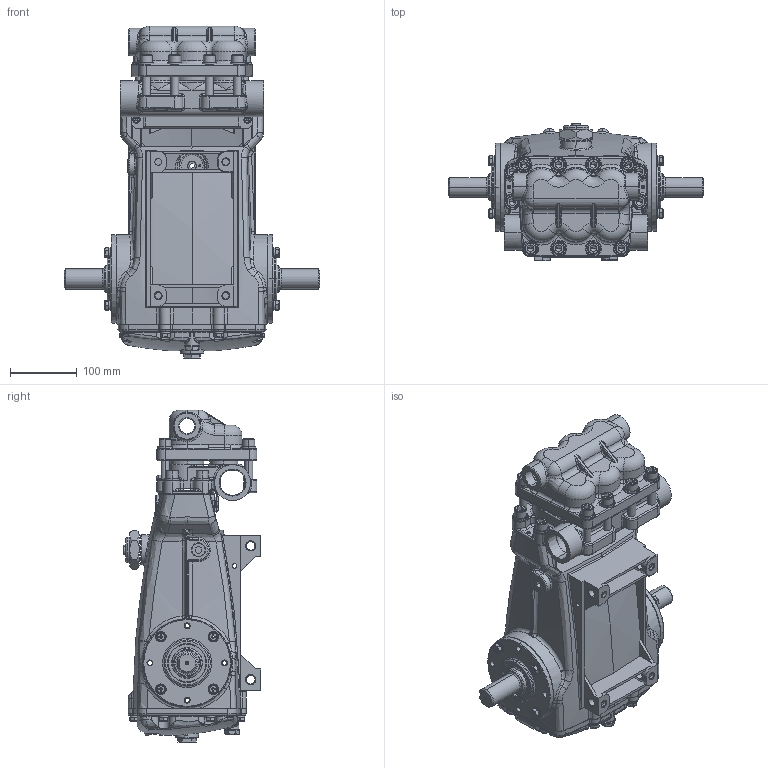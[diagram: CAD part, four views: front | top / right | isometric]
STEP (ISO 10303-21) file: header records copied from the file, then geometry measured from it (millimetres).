
FILE_DESCRIPTION (( 'STEP AP203' ), '1' );
FILE_NAME ('2531.44101.STEP', '2022-02-07T14:00:29', ( '' ), ( '' ), 'SwSTEP 2.0', 'SolidWorks 2021', '' );
FILE_SCHEMA (( 'CONFIG_CONTROL_DESIGN' ));
Products named in the file (1): 2531.44101
Bounding box: 382 x 205.39 x 496.08 mm (x, y, z)
Surface area: 614787.7 mm2 (no closed solid volume)
Topology: 0 solids, 99 shells, 2399 faces, 7425 edges, 4858 vertices
Faces by surface type: cylinder 861, plane 675, bspline 436, torus 242, cone 157, sphere 28
Entity records: 110787 total; most frequent: CARTESIAN_POINT 49008, DIRECTION 12585, ORIENTED_EDGE 12302, EDGE_CURVE 7329, AXIS2_PLACEMENT_3D 4891, VERTEX_POINT 4852, CIRCLE 2927, VECTOR 2803
